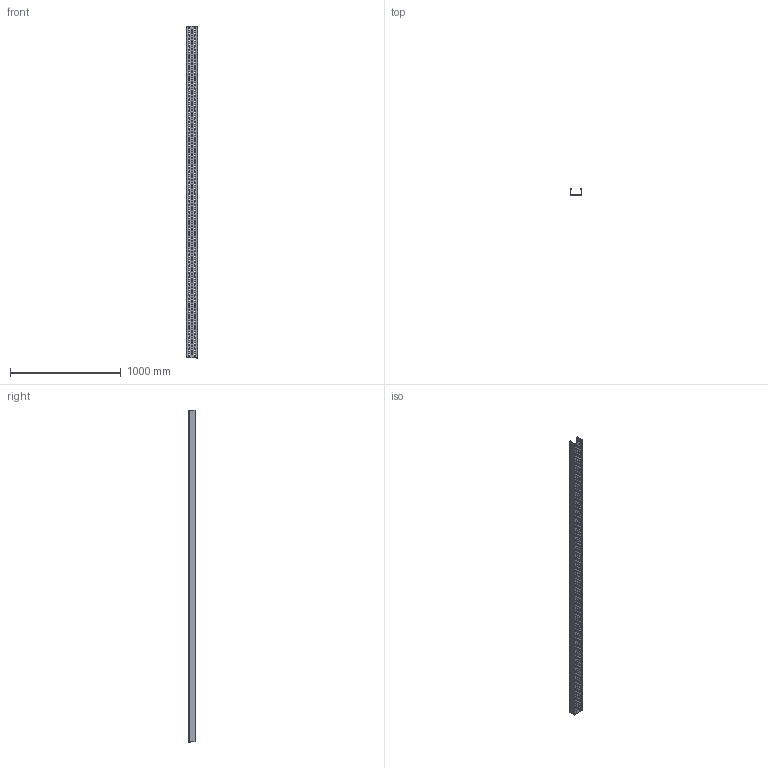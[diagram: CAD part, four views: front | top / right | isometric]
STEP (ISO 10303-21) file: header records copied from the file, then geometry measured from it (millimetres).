
FILE_DESCRIPTION (( 'STEP AP214' ), '1' );
FILE_NAME ('6056016.STEP', '2024-05-30T13:41:55', ( '' ), ( '' ), 'SwSTEP 2.0', 'SolidWorks 2022', '' );
FILE_SCHEMA (( 'AUTOMOTIVE_DESIGN' ));
Length unit declared in the file: millimetre
Products named in the file (1): 6056016
Bounding box: 100 x 60 x 3000 mm (x, y, z)
Volume: 701458.8 mm3; surface area: 1422297.2 mm2
Topology: 1 solids, 1 shells, 929 faces, 2765 edges, 1838 vertices
Faces by surface type: cylinder 541, plane 388
Entity records: 32303 total; most frequent: DIRECTION 5707, CARTESIAN_POINT 5533, ORIENTED_EDGE 5530, EDGE_CURVE 2765, AXIS2_PLACEMENT_3D 2012, VERTEX_POINT 1838, VECTOR 1683, LINE 1683
